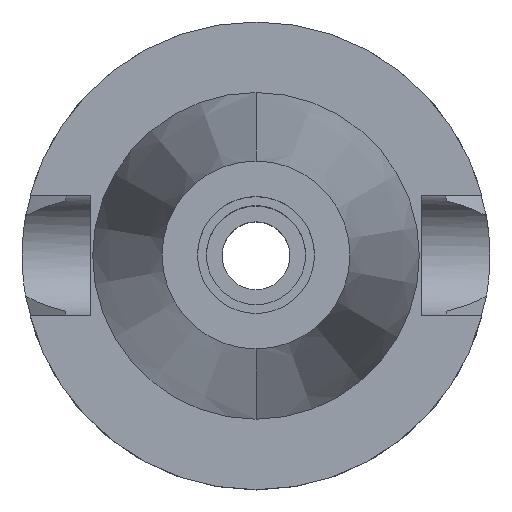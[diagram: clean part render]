
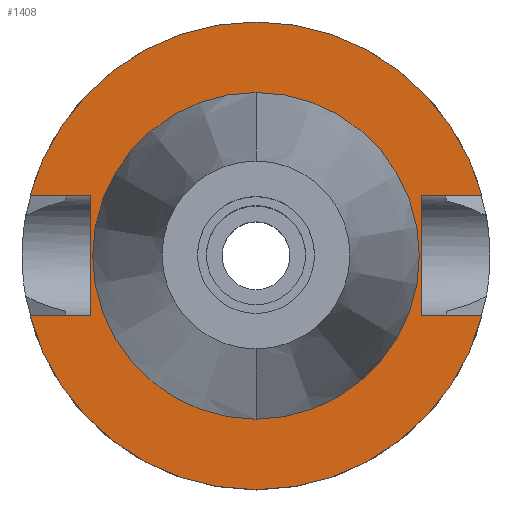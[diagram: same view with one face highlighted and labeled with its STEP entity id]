
A CAD part, top view. The second image highlights one B-rep face of the part: STEP entity #1408.
In plain terms, the highlighted planar face has unit normal (0, 0, 1).
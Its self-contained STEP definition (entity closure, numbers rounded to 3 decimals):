
#94=DIRECTION('',(0.,1.,0.));
#95=VECTOR('',#94,25.7);
#96=CARTESIAN_POINT('',(-35.4,-12.85,-1.5));
#97=LINE('',#96,#95);
#101=DIRECTION('',(-1.,0.,0.));
#102=VECTOR('',#101,12.921);
#103=CARTESIAN_POINT('',(-35.4,12.85,-1.5));
#104=LINE('',#103,#102);
#108=CARTESIAN_POINT('',(0.,0.,-1.5));
#109=DIRECTION('',(0.,0.,-1.));
#110=DIRECTION('',(-0.966,0.257,0.));
#111=AXIS2_PLACEMENT_3D('',#108,#109,#110);
#116=CARTESIAN_POINT('',(0.,0.,-1.5));
#117=DIRECTION('',(0.,0.,-1.));
#118=DIRECTION('',(0.,1.,0.));
#119=AXIS2_PLACEMENT_3D('',#116,#117,#118);
#124=DIRECTION('',(0.,-1.,0.));
#125=VECTOR('',#124,25.7);
#126=CARTESIAN_POINT('',(35.4,12.85,-1.5));
#127=LINE('',#126,#125);
#131=DIRECTION('',(1.,0.,0.));
#132=VECTOR('',#131,12.921);
#133=CARTESIAN_POINT('',(35.4,-12.85,-1.5));
#134=LINE('',#133,#132);
#138=CARTESIAN_POINT('',(0.,0.,-1.5));
#139=DIRECTION('',(0.,0.,-1.));
#140=DIRECTION('',(0.966,-0.257,0.));
#141=AXIS2_PLACEMENT_3D('',#138,#139,#140);
#146=CARTESIAN_POINT('',(0.,0.,-1.5));
#147=DIRECTION('',(0.,0.,-1.));
#148=DIRECTION('',(0.,-1.,0.));
#149=AXIS2_PLACEMENT_3D('',#146,#147,#148);
#154=CARTESIAN_POINT('',(0.,0.,-1.5));
#155=DIRECTION('',(0.,0.,1.));
#156=DIRECTION('',(0.,-1.,0.));
#157=AXIS2_PLACEMENT_3D('',#154,#155,#156);
#162=CARTESIAN_POINT('',(0.,0.,-1.5));
#163=DIRECTION('',(0.,0.,1.));
#164=DIRECTION('',(0.,1.,0.));
#165=AXIS2_PLACEMENT_3D('',#162,#163,#164);
#200=DIRECTION('',(-1.,0.,0.));
#201=VECTOR('',#200,12.921);
#202=CARTESIAN_POINT('',(-35.4,-12.85,-1.5));
#203=LINE('',#202,#201);
#971=DIRECTION('',(1.,0.,0.));
#972=VECTOR('',#971,12.921);
#973=CARTESIAN_POINT('',(35.4,12.85,-1.5));
#974=LINE('',#973,#972);
#1265=CARTESIAN_POINT('',(-35.4,-12.85,-1.5));
#1266=VERTEX_POINT('',#1265);
#1267=CARTESIAN_POINT('',(-48.321,-12.85,-1.5));
#1268=VERTEX_POINT('',#1267);
#1271=CARTESIAN_POINT('',(-35.4,12.85,-1.5));
#1272=VERTEX_POINT('',#1271);
#1273=CARTESIAN_POINT('',(-48.321,12.85,-1.5));
#1274=VERTEX_POINT('',#1273);
#1275=CARTESIAN_POINT('',(0.,50.,-1.5));
#1276=CARTESIAN_POINT('',(48.321,12.85,-1.5));
#1277=VERTEX_POINT('',#1275);
#1278=VERTEX_POINT('',#1276);
#1279=CARTESIAN_POINT('',(35.4,12.85,-1.5));
#1280=VERTEX_POINT('',#1279);
#1281=CARTESIAN_POINT('',(35.4,-12.85,-1.5));
#1282=VERTEX_POINT('',#1281);
#1283=CARTESIAN_POINT('',(48.321,-12.85,-1.5));
#1284=VERTEX_POINT('',#1283);
#1285=CARTESIAN_POINT('',(0.,-50.,-1.5));
#1286=VERTEX_POINT('',#1285);
#1287=CARTESIAN_POINT('',(0.,-34.925,-1.5));
#1288=CARTESIAN_POINT('',(0.,34.925,-1.5));
#1289=VERTEX_POINT('',#1287);
#1290=VERTEX_POINT('',#1288);
#1377=CARTESIAN_POINT('',(0.,0.,-1.5));
#1378=DIRECTION('',(0.,0.,-1.));
#1379=DIRECTION('',(0.,-1.,0.));
#1380=AXIS2_PLACEMENT_3D('',#1377,#1378,#1379);
#1381=PLANE('',#1380);
#1383=ORIENTED_EDGE('',*,*,#1382,.T.);
#1385=ORIENTED_EDGE('',*,*,#1384,.T.);
#1387=ORIENTED_EDGE('',*,*,#1386,.T.);
#1389=ORIENTED_EDGE('',*,*,#1388,.T.);
#1391=ORIENTED_EDGE('',*,*,#1390,.F.);
#1393=ORIENTED_EDGE('',*,*,#1392,.T.);
#1395=ORIENTED_EDGE('',*,*,#1394,.T.);
#1397=ORIENTED_EDGE('',*,*,#1396,.T.);
#1399=ORIENTED_EDGE('',*,*,#1398,.T.);
#1401=ORIENTED_EDGE('',*,*,#1400,.F.);
#1402=EDGE_LOOP('',(#1383,#1385,#1387,#1389,#1391,#1393,#1395,#1397,#1399,
#1401));
#1403=FACE_OUTER_BOUND('',#1402,.F.);
#1404=ORIENTED_EDGE('',*,*,#1356,.T.);
#1405=ORIENTED_EDGE('',*,*,#1372,.T.);
#1406=EDGE_LOOP('',(#1404,#1405));
#1407=FACE_BOUND('',#1406,.F.);
#112=CIRCLE('',#111,50.);
#120=CIRCLE('',#119,50.);
#142=CIRCLE('',#141,50.);
#150=CIRCLE('',#149,50.);
#158=CIRCLE('',#157,34.925);
#166=CIRCLE('',#165,34.925);
#1356=EDGE_CURVE('',#1289,#1290,#158,.T.);
#1372=EDGE_CURVE('',#1290,#1289,#166,.T.);
#1382=EDGE_CURVE('',#1266,#1272,#97,.T.);
#1384=EDGE_CURVE('',#1272,#1274,#104,.T.);
#1386=EDGE_CURVE('',#1274,#1277,#112,.T.);
#1388=EDGE_CURVE('',#1277,#1278,#120,.T.);
#1390=EDGE_CURVE('',#1280,#1278,#974,.T.);
#1392=EDGE_CURVE('',#1280,#1282,#127,.T.);
#1394=EDGE_CURVE('',#1282,#1284,#134,.T.);
#1396=EDGE_CURVE('',#1284,#1286,#142,.T.);
#1398=EDGE_CURVE('',#1286,#1268,#150,.T.);
#1400=EDGE_CURVE('',#1266,#1268,#203,.T.);
#1408=ADVANCED_FACE('',(#1403,#1407),#1381,.F.);
